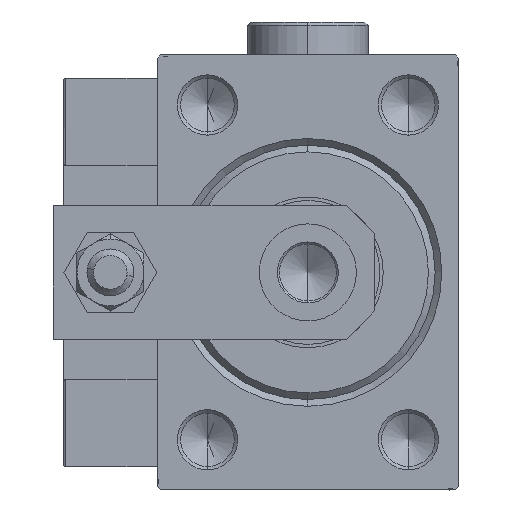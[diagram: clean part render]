
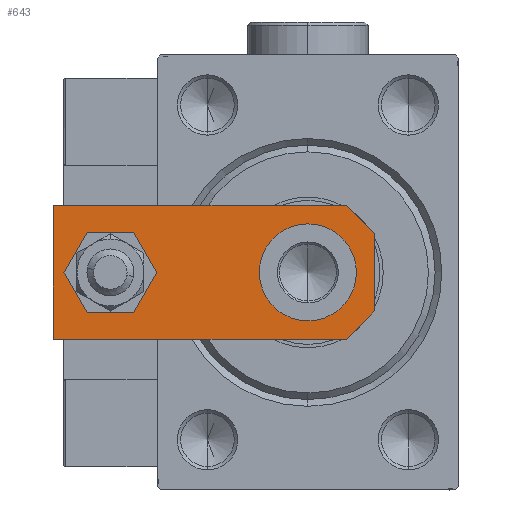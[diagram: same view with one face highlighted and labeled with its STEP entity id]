
A CAD part, left-side view. The second image highlights one B-rep face of the part: STEP entity #643.
In plain terms, the highlighted face is planar.
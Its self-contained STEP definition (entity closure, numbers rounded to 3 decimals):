
#469 = CARTESIAN_POINT ( 'NONE',  ( 0., 10., 6. ) ) ;
#643 = ADVANCED_FACE ( 'NONE', ( #9036, #45212, #29018 ), #45731, .T. ) ;
#678 = ORIENTED_EDGE ( 'NONE', *, *, #876, .F. ) ;
#876 = EDGE_CURVE ( 'NONE', #25741, #10895, #25386, .T. ) ;
#1331 = LINE ( 'NONE', #17302, #24759 ) ;
#2425 = AXIS2_PLACEMENT_3D ( 'NONE', #24801, #4284, #4549 ) ;
#2434 = DIRECTION ( 'NONE',  ( 1., 0., 0. ) ) ;
#4284 = DIRECTION ( 'NONE',  ( 0., 0., 1. ) ) ;
#4313 = EDGE_CURVE ( 'NONE', #38914, #36026, #29996, .T. ) ;
#4549 = DIRECTION ( 'NONE',  ( 1., 0., 0. ) ) ;
#4780 = CARTESIAN_POINT ( 'NONE',  ( 0., 0., 6. ) ) ;
#4911 = CIRCLE ( 'NONE', #15107, 7.25 ) ;
#5148 = ORIENTED_EDGE ( 'NONE', *, *, #52274, .T. ) ;
#5233 = DIRECTION ( 'NONE',  ( 0., 0., 1. ) ) ;
#6117 = CARTESIAN_POINT ( 'NONE',  ( 10., 48., 6. ) ) ;
#6643 = LINE ( 'NONE', #6117, #22523 ) ;
#8367 = AXIS2_PLACEMENT_3D ( 'NONE', #4780, #17293, #41498 ) ;
#9020 = CARTESIAN_POINT ( 'NONE',  ( 5.76, 0., 6. ) ) ;
#9036 = FACE_BOUND ( 'NONE', #44142, .T. ) ;
#9463 = VERTEX_POINT ( 'NONE', #9020 ) ;
#9841 = EDGE_CURVE ( 'NONE', #36026, #9463, #1331, .T. ) ;
#10817 = AXIS2_PLACEMENT_3D ( 'NONE', #43383, #47113, #2434 ) ;
#10895 = VERTEX_POINT ( 'NONE', #50198 ) ;
#12838 = VERTEX_POINT ( 'NONE', #41599 ) ;
#12972 = CARTESIAN_POINT ( 'NONE',  ( 10., 0., 6. ) ) ;
#13004 = CARTESIAN_POINT ( 'NONE',  ( -10., 48., 6. ) ) ;
#13156 = CARTESIAN_POINT ( 'NONE',  ( 2.88, -2.88, 6. ) ) ;
#13271 = ORIENTED_EDGE ( 'NONE', *, *, #17951, .T. ) ;
#13633 = EDGE_CURVE ( 'NONE', #50778, #38914, #40683, .T. ) ;
#13909 = DIRECTION ( 'NONE',  ( 0., 0., 1. ) ) ;
#15107 = AXIS2_PLACEMENT_3D ( 'NONE', #469, #5233, #37711 ) ;
#15425 = EDGE_CURVE ( 'NONE', #9463, #22242, #29150, .T. ) ;
#16074 = ORIENTED_EDGE ( 'NONE', *, *, #50897, .F. ) ;
#16817 = CIRCLE ( 'NONE', #19385, 7.25 ) ;
#17293 = DIRECTION ( 'NONE',  ( 0., 0., 1. ) ) ;
#17302 = CARTESIAN_POINT ( 'NONE',  ( -10., 0., 6. ) ) ;
#17951 = EDGE_CURVE ( 'NONE', #52241, #50778, #6643, .T. ) ;
#18875 = CARTESIAN_POINT ( 'NONE',  ( -4., 39.5, 6. ) ) ;
#19385 = AXIS2_PLACEMENT_3D ( 'NONE', #42628, #13909, #46351 ) ;
#19577 = CARTESIAN_POINT ( 'NONE',  ( -5.76, 0., 6. ) ) ;
#21430 = DIRECTION ( 'NONE',  ( 0.707, 0.707, 0. ) ) ;
#22242 = VERTEX_POINT ( 'NONE', #37401 ) ;
#22523 = VECTOR ( 'NONE', #39114, 1000. ) ;
#22956 = VECTOR ( 'NONE', #38956, 1000. ) ;
#23484 = ORIENTED_EDGE ( 'NONE', *, *, #4313, .T. ) ;
#24054 = CARTESIAN_POINT ( 'NONE',  ( -10., 48., 6. ) ) ;
#24759 = VECTOR ( 'NONE', #48682, 1000. ) ;
#24801 = CARTESIAN_POINT ( 'NONE',  ( 0., 39.5, 6. ) ) ;
#25386 = CIRCLE ( 'NONE', #2425, 4. ) ;
#25741 = VERTEX_POINT ( 'NONE', #18875 ) ;
#27150 = ORIENTED_EDGE ( 'NONE', *, *, #51474, .F. ) ;
#29018 = FACE_BOUND ( 'NONE', #51058, .T. ) ;
#29150 = LINE ( 'NONE', #13156, #40236 ) ;
#29740 = DIRECTION ( 'NONE',  ( 0., 1., 0. ) ) ;
#29996 = LINE ( 'NONE', #50166, #22956 ) ;
#30787 = CARTESIAN_POINT ( 'NONE',  ( -10., 4.24, 6. ) ) ;
#31299 = VECTOR ( 'NONE', #29740, 1000. ) ;
#33164 = ORIENTED_EDGE ( 'NONE', *, *, #15425, .T. ) ;
#36026 = VERTEX_POINT ( 'NONE', #19577 ) ;
#37401 = CARTESIAN_POINT ( 'NONE',  ( 10., 4.24, 6. ) ) ;
#37413 = ORIENTED_EDGE ( 'NONE', *, *, #48631, .F. ) ;
#37711 = DIRECTION ( 'NONE',  ( 1., 0., 0. ) ) ;
#38914 = VERTEX_POINT ( 'NONE', #30787 ) ;
#38956 = DIRECTION ( 'NONE',  ( 0.707, -0.707, 0. ) ) ;
#39114 = DIRECTION ( 'NONE',  ( -1., 0., 0. ) ) ;
#40196 = ORIENTED_EDGE ( 'NONE', *, *, #9841, .T. ) ;
#40236 = VECTOR ( 'NONE', #21430, 1000. ) ;
#40421 = DIRECTION ( 'NONE',  ( 0., -1., 0. ) ) ;
#40683 = LINE ( 'NONE', #13004, #46109 ) ;
#41498 = DIRECTION ( 'NONE',  ( 1., 0., 0. ) ) ;
#41599 = CARTESIAN_POINT ( 'NONE',  ( 7.25, 10., 6. ) ) ;
#42628 = CARTESIAN_POINT ( 'NONE',  ( 0., 10., 6. ) ) ;
#43383 = CARTESIAN_POINT ( 'NONE',  ( 0., 39.5, 6. ) ) ;
#43967 = CIRCLE ( 'NONE', #10817, 4. ) ;
#44142 = EDGE_LOOP ( 'NONE', ( #678, #16074 ) ) ;
#45212 = FACE_OUTER_BOUND ( 'NONE', #47420, .T. ) ;
#45666 = LINE ( 'NONE', #12972, #31299 ) ;
#45731 = PLANE ( 'NONE',  #8367 ) ;
#46109 = VECTOR ( 'NONE', #40421, 1000. ) ;
#46211 = VERTEX_POINT ( 'NONE', #49122 ) ;
#46351 = DIRECTION ( 'NONE',  ( 1., 0., 0. ) ) ;
#47113 = DIRECTION ( 'NONE',  ( 0., 0., 1. ) ) ;
#47420 = EDGE_LOOP ( 'NONE', ( #48724, #23484, #40196, #33164, #5148, #13271 ) ) ;
#48631 = EDGE_CURVE ( 'NONE', #12838, #46211, #16817, .T. ) ;
#48682 = DIRECTION ( 'NONE',  ( 1., 0., 0. ) ) ;
#48724 = ORIENTED_EDGE ( 'NONE', *, *, #13633, .T. ) ;
#49122 = CARTESIAN_POINT ( 'NONE',  ( -7.25, 10., 6. ) ) ;
#49921 = CARTESIAN_POINT ( 'NONE',  ( 10., 48., 6. ) ) ;
#50166 = CARTESIAN_POINT ( 'NONE',  ( -2.88, -2.88, 6. ) ) ;
#50198 = CARTESIAN_POINT ( 'NONE',  ( 4., 39.5, 6. ) ) ;
#50778 = VERTEX_POINT ( 'NONE', #24054 ) ;
#50897 = EDGE_CURVE ( 'NONE', #10895, #25741, #43967, .T. ) ;
#51058 = EDGE_LOOP ( 'NONE', ( #27150, #37413 ) ) ;
#51474 = EDGE_CURVE ( 'NONE', #46211, #12838, #4911, .T. ) ;
#52241 = VERTEX_POINT ( 'NONE', #49921 ) ;
#52274 = EDGE_CURVE ( 'NONE', #22242, #52241, #45666, .T. ) ;
